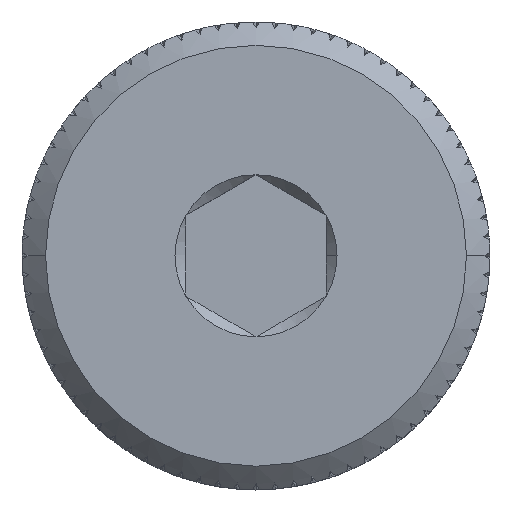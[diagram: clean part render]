
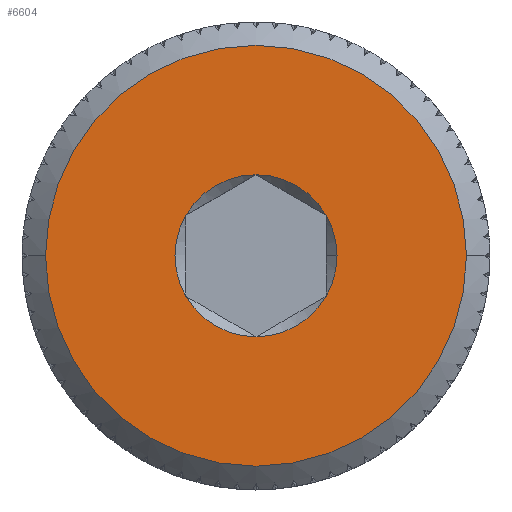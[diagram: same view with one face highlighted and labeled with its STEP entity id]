
A CAD part, top view. The second image highlights one B-rep face of the part: STEP entity #6604.
In plain terms, the highlighted planar face has unit normal (0, 0, 1).
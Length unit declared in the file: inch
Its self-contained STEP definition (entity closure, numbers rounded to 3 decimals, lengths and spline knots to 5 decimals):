
#380 = DIRECTION ( 'NONE',  ( 0., 0., 1. ) ) ;
#544 = FACE_OUTER_BOUND ( 'NONE', #6216, .T. ) ;
#585 = CIRCLE ( 'NONE', #7890, 0.05413 ) ;
#593 = DIRECTION ( 'NONE',  ( 0., 0., 1. ) ) ;
#806 = AXIS2_PLACEMENT_3D ( 'NONE', #1225, #9490, #6644 ) ;
#891 = CARTESIAN_POINT ( 'NONE',  ( -0.04688, -0.02706, 0.54688 ) ) ;
#906 = AXIS2_PLACEMENT_3D ( 'NONE', #5310, #593, #9928 ) ;
#1065 = VERTEX_POINT ( 'NONE', #6885 ) ;
#1178 = CARTESIAN_POINT ( 'NONE',  ( 0.04687, -0.02706, 0.54688 ) ) ;
#1225 = CARTESIAN_POINT ( 'NONE',  ( 0., 0., 0.54688 ) ) ;
#1241 = CARTESIAN_POINT ( 'NONE',  ( 0., 0., 0.54688 ) ) ;
#1290 = VERTEX_POINT ( 'NONE', #9985 ) ;
#1754 = ORIENTED_EDGE ( 'NONE', *, *, #6188, .T. ) ;
#1917 = VERTEX_POINT ( 'NONE', #8014 ) ;
#1983 = DIRECTION ( 'NONE',  ( 0., 0., 1. ) ) ;
#2022 = DIRECTION ( 'NONE',  ( 1., 0., 0. ) ) ;
#2084 = ORIENTED_EDGE ( 'NONE', *, *, #2672, .F. ) ;
#2306 = CARTESIAN_POINT ( 'NONE',  ( 0., 0., 0.54688 ) ) ;
#2312 = CIRCLE ( 'NONE', #11895, 0.05413 ) ;
#2407 = EDGE_CURVE ( 'NONE', #1065, #1290, #11308, .T. ) ;
#2622 = EDGE_CURVE ( 'NONE', #1917, #6252, #5140, .T. ) ;
#2672 = EDGE_CURVE ( 'NONE', #6250, #2772, #9851, .T. ) ;
#2679 = AXIS2_PLACEMENT_3D ( 'NONE', #1241, #3932, #6667 ) ;
#2772 = VERTEX_POINT ( 'NONE', #11620 ) ;
#2875 = DIRECTION ( 'NONE',  ( -1., 0., 0. ) ) ;
#2908 = CARTESIAN_POINT ( 'NONE',  ( 0., 0., 0.54688 ) ) ;
#3158 = CIRCLE ( 'NONE', #6710, 0.14063 ) ;
#3851 = DIRECTION ( 'NONE',  ( 0., 0., 1. ) ) ;
#3932 = DIRECTION ( 'NONE',  ( 0., 0., 1. ) ) ;
#3966 = ORIENTED_EDGE ( 'NONE', *, *, #10716, .F. ) ;
#4104 = DIRECTION ( 'NONE',  ( 1., 0., 0. ) ) ;
#4181 = FACE_BOUND ( 'NONE', #10510, .T. ) ;
#4679 = CARTESIAN_POINT ( 'NONE',  ( 0., 0.14063, 0.54688 ) ) ;
#4737 = EDGE_CURVE ( 'NONE', #2772, #7263, #585, .T. ) ;
#4842 = ORIENTED_EDGE ( 'NONE', *, *, #4737, .F. ) ;
#5140 = CIRCLE ( 'NONE', #7638, 0.05413 ) ;
#5144 = EDGE_CURVE ( 'NONE', #7263, #11902, #2312, .T. ) ;
#5164 = DIRECTION ( 'NONE',  ( 0., 0., 1. ) ) ;
#5310 = CARTESIAN_POINT ( 'NONE',  ( 0., 0., 0.54688 ) ) ;
#5406 = VERTEX_POINT ( 'NONE', #6049 ) ;
#5578 = DIRECTION ( 'NONE',  ( 0., 0., -1. ) ) ;
#5584 = DIRECTION ( 'NONE',  ( 1., 0., 0. ) ) ;
#5633 = CARTESIAN_POINT ( 'NONE',  ( 0.05413, 0., 0.54688 ) ) ;
#5928 = DIRECTION ( 'NONE',  ( 1., 0., 0. ) ) ;
#5946 = ORIENTED_EDGE ( 'NONE', *, *, #2407, .T. ) ;
#5985 = CIRCLE ( 'NONE', #12066, 0.05413 ) ;
#6049 = CARTESIAN_POINT ( 'NONE',  ( -0.04688, 0.02706, 0.54688 ) ) ;
#6174 = CARTESIAN_POINT ( 'NONE',  ( 0., 0., 0.54688 ) ) ;
#6188 = EDGE_CURVE ( 'NONE', #1290, #1065, #3158, .T. ) ;
#6216 = EDGE_LOOP ( 'NONE', ( #5946, #1754 ) ) ;
#6250 = VERTEX_POINT ( 'NONE', #891 ) ;
#6252 = VERTEX_POINT ( 'NONE', #7416 ) ;
#6450 = EDGE_CURVE ( 'NONE', #5406, #6250, #8465, .T. ) ;
#6604 = ADVANCED_FACE ( 'NONE', ( #4181, #544 ), #9377, .F. ) ;
#6644 = DIRECTION ( 'NONE',  ( 1., 0., 0. ) ) ;
#6667 = DIRECTION ( 'NONE',  ( 1., 0., 0. ) ) ;
#6710 = AXIS2_PLACEMENT_3D ( 'NONE', #7540, #1983, #10263 ) ;
#6885 = CARTESIAN_POINT ( 'NONE',  ( -0.14063, 0., 0.54688 ) ) ;
#6945 = ORIENTED_EDGE ( 'NONE', *, *, #8304, .F. ) ;
#7263 = VERTEX_POINT ( 'NONE', #1178 ) ;
#7416 = CARTESIAN_POINT ( 'NONE',  ( 0., 0.05413, 0.54688 ) ) ;
#7540 = CARTESIAN_POINT ( 'NONE',  ( 0., 0., 0.54688 ) ) ;
#7638 = AXIS2_PLACEMENT_3D ( 'NONE', #6174, #10903, #9024 ) ;
#7890 = AXIS2_PLACEMENT_3D ( 'NONE', #2306, #5164, #4104 ) ;
#8014 = CARTESIAN_POINT ( 'NONE',  ( 0.04687, 0.02706, 0.54688 ) ) ;
#8231 = AXIS2_PLACEMENT_3D ( 'NONE', #11563, #380, #5928 ) ;
#8304 = EDGE_CURVE ( 'NONE', #11902, #1917, #11499, .T. ) ;
#8465 = CIRCLE ( 'NONE', #8231, 0.05413 ) ;
#8533 = CARTESIAN_POINT ( 'NONE',  ( 0., 0., 0.54688 ) ) ;
#8767 = ORIENTED_EDGE ( 'NONE', *, *, #5144, .F. ) ;
#8932 = ORIENTED_EDGE ( 'NONE', *, *, #6450, .F. ) ;
#9024 = DIRECTION ( 'NONE',  ( 1., 0., 0. ) ) ;
#9377 = PLANE ( 'NONE',  #11343 ) ;
#9490 = DIRECTION ( 'NONE',  ( 0., 0., 1. ) ) ;
#9686 = ORIENTED_EDGE ( 'NONE', *, *, #2622, .F. ) ;
#9851 = CIRCLE ( 'NONE', #906, 0.05413 ) ;
#9928 = DIRECTION ( 'NONE',  ( 1., 0., 0. ) ) ;
#9985 = CARTESIAN_POINT ( 'NONE',  ( 0.14063, 0., 0.54688 ) ) ;
#10263 = DIRECTION ( 'NONE',  ( 1., 0., 0. ) ) ;
#10284 = DIRECTION ( 'NONE',  ( 0., 0., 1. ) ) ;
#10510 = EDGE_LOOP ( 'NONE', ( #8932, #3966, #9686, #6945, #8767, #4842, #2084 ) ) ;
#10716 = EDGE_CURVE ( 'NONE', #6252, #5406, #5985, .T. ) ;
#10903 = DIRECTION ( 'NONE',  ( 0., 0., 1. ) ) ;
#11308 = CIRCLE ( 'NONE', #2679, 0.14063 ) ;
#11343 = AXIS2_PLACEMENT_3D ( 'NONE', #4679, #5578, #2875 ) ;
#11499 = CIRCLE ( 'NONE', #806, 0.05413 ) ;
#11563 = CARTESIAN_POINT ( 'NONE',  ( 0., 0., 0.54688 ) ) ;
#11620 = CARTESIAN_POINT ( 'NONE',  ( 0., -0.05413, 0.54688 ) ) ;
#11895 = AXIS2_PLACEMENT_3D ( 'NONE', #2908, #3851, #2022 ) ;
#11902 = VERTEX_POINT ( 'NONE', #5633 ) ;
#12066 = AXIS2_PLACEMENT_3D ( 'NONE', #8533, #10284, #5584 ) ;
